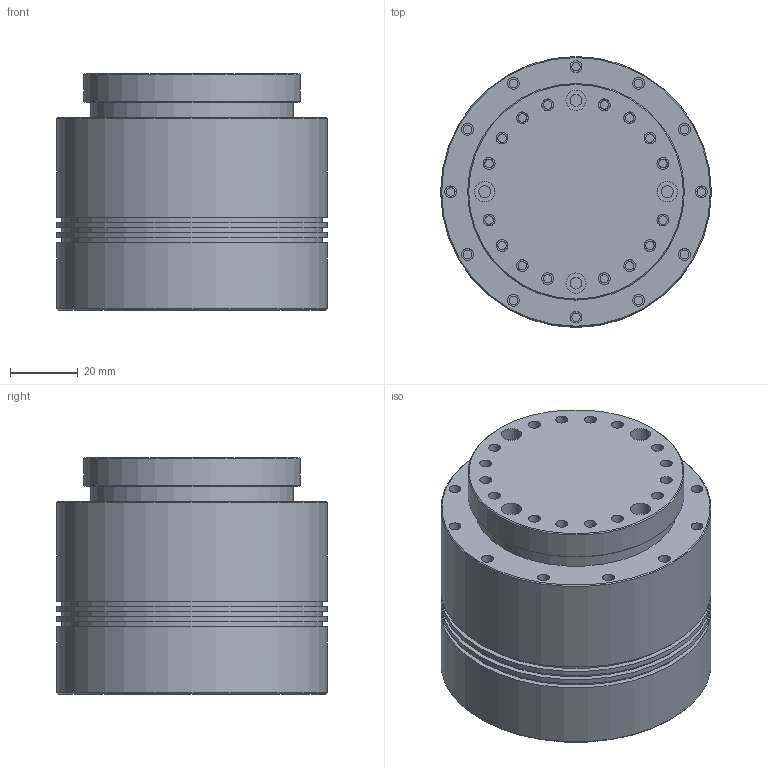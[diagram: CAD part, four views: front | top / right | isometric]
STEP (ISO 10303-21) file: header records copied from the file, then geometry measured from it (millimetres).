
FILE_DESCRIPTION(/* description */ (''),/* implementation_level */ '2;1');
FILE_NAME(/* name */ '17.stp',/* time_stamp */ '2023-12-13T22:15:23+08:00',/* author */ (''),/* organization */ (''),/* preprocessor_version */ 'ST-DEVELOPER v16',/* originating_system */ 'SIEMENS PLM Software NX 10.0',/* authorisation */ '');
FILE_SCHEMA (('CONFIG_CONTROL_DESIGN'));
Length unit declared in the file: millimetre
Products named in the file (2): FA17-6上盖板; M8010E17Bxx_stp
Assembly tree (1 placements, depth 2):
  M8010E17Bxx_stp
    FA17-6上盖板
Bounding box: 80 x 80 x 70 mm (x, y, z)
Volume: 313502.9 mm3; surface area: 43384.3 mm2
Topology: 2 solids, 2 shells, 174 faces, 329 edges, 230 vertices
Faces by surface type: cylinder 92, plane 75, cone 7
Full cylindrical faces by diameter (mm): 2.5 x28, 3.5 x48, 6 x4, 46.9 x1, 48.9 x1, 60 x2, 64 x1, 77 x3, 80 x4
Entity records: 3939 total; most frequent: DIRECTION 736, CARTESIAN_POINT 560, EDGE_LOOP 384, ORIENTED_EDGE 384, AXIS2_PLACEMENT_3D 368, FACE_BOUND 354, VERTEX_POINT 192, EDGE_CURVE 192
